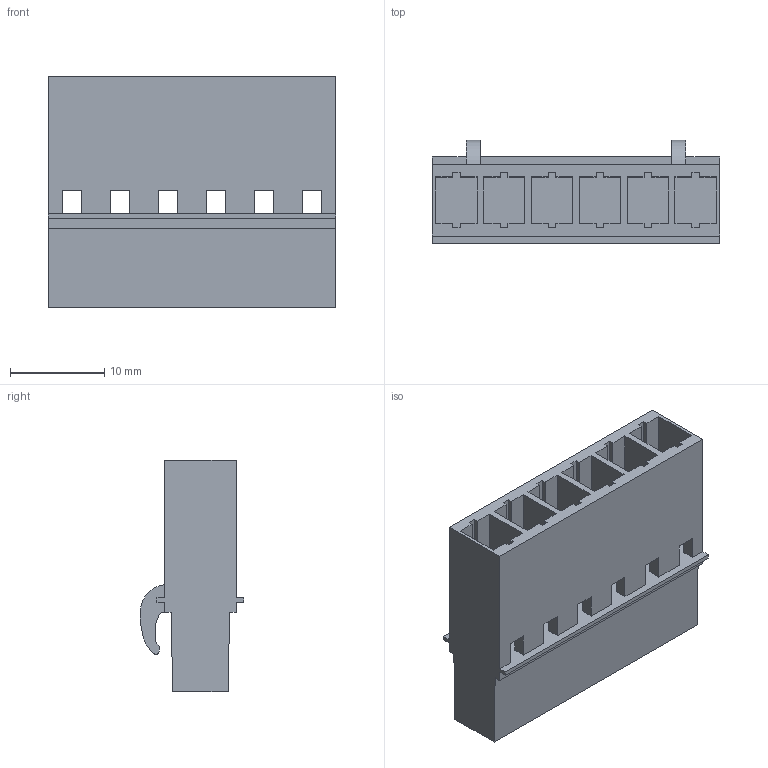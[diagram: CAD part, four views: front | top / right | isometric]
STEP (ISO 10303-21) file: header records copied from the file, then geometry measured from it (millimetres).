
FILE_DESCRIPTION(('CATIA V5 STEP Exchange','CAx-IF Rec.Pracs.--- Model Styling and Organization---1.4--- 2014-01-23'),'2;1');
FILE_NAME ('D1490164_0_1712000000_1712000000.stp','2021-06-18T08:33:07+00:00',('none'),('Weidmueller'),'CATIA Version 5-6 Release 2016 SP3 HF44','CATIA V5 STEP AP214','none');
FILE_SCHEMA(('AUTOMOTIVE_DESIGN { 1 0 10303 214 1 1 1 1 }'));
Length unit declared in the file: millimetre
Products named in the file (1): 1712000000
Bounding box: 30.48 x 11 x 24.55 mm (x, y, z)
Volume: 3158 mm3; surface area: 4404.4 mm2
Topology: 1 solids, 1 shells, 197 faces, 598 edges, 394 vertices
Faces by surface type: plane 155, cylinder 30, cone 12
Entity records: 6567 total; most frequent: CARTESIAN_POINT 1343, ORIENTED_EDGE 1196, DIRECTION 789, EDGE_CURVE 598, VECTOR 526, LINE 526, VERTEX_POINT 394, EDGE_LOOP 212
